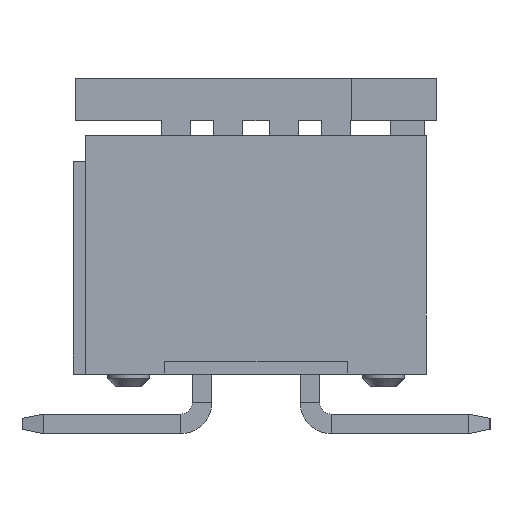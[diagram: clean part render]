
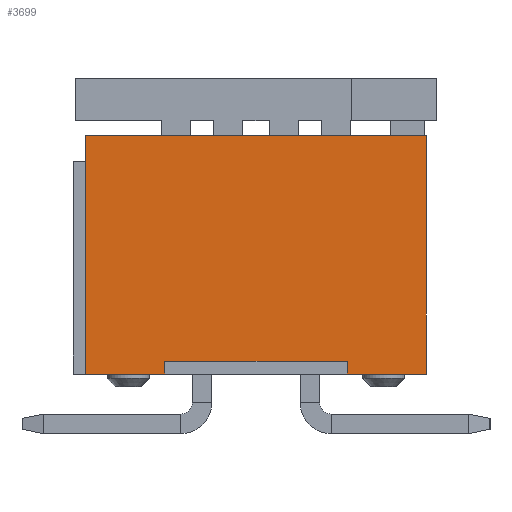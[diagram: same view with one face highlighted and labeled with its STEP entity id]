
A CAD part, left-side view. The second image highlights one B-rep face of the part: STEP entity #3699.
In plain terms, the highlighted planar face has unit normal (-1, 0, 0).
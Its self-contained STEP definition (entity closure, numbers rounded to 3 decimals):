
#2340=CARTESIAN_POINT('',(-12.255,-4.,-2.8));
#2341=VERTEX_POINT('',#2340);
#2348=CARTESIAN_POINT('',(-12.255,-2.15,-2.8));
#2349=VERTEX_POINT('',#2348);
#2350=CARTESIAN_POINT('',(-12.255,-4.,-2.8));
#2351=DIRECTION('',(0.,1.,0.));
#2352=VECTOR('',#2351,1.85);
#2353=LINE('',#2350,#2352);
#2354=EDGE_CURVE('',#2341,#2349,#2353,.T.);
#2372=CARTESIAN_POINT('',(-12.255,2.15,-2.8));
#2373=VERTEX_POINT('',#2372);
#2380=CARTESIAN_POINT('',(-12.255,4.,-2.8));
#2381=VERTEX_POINT('',#2380);
#2382=CARTESIAN_POINT('',(-12.255,2.15,-2.8));
#2383=DIRECTION('',(0.,1.,0.));
#2384=VECTOR('',#2383,1.85);
#2385=LINE('',#2382,#2384);
#2386=EDGE_CURVE('',#2373,#2381,#2385,.T.);
#3390=CARTESIAN_POINT('',(-12.255,4.,2.8));
#3391=VERTEX_POINT('',#3390);
#3392=CARTESIAN_POINT('',(-12.255,4.,-2.8));
#3393=DIRECTION('',(0.,0.,1.));
#3394=VECTOR('',#3393,5.6);
#3395=LINE('',#3392,#3394);
#3396=EDGE_CURVE('',#2381,#3391,#3395,.T.);
#3424=CARTESIAN_POINT('',(-12.255,-4.,2.8));
#3425=VERTEX_POINT('',#3424);
#3426=CARTESIAN_POINT('',(-12.255,4.,2.8));
#3427=DIRECTION('',(0.,-1.,0.));
#3428=VECTOR('',#3427,8.);
#3429=LINE('',#3426,#3428);
#3430=EDGE_CURVE('',#3391,#3425,#3429,.T.);
#3526=CARTESIAN_POINT('',(-12.255,-4.,2.8));
#3527=DIRECTION('',(0.,0.,-1.));
#3528=VECTOR('',#3527,5.6);
#3529=LINE('',#3526,#3528);
#3530=EDGE_CURVE('',#3425,#2341,#3529,.T.);
#3665=CARTESIAN_POINT('',(-12.255,0.,0.));
#3666=DIRECTION('',(0.,-1.,0.));
#3667=DIRECTION('',(-1.,0.,0.));
#3668=AXIS2_PLACEMENT_3D('',#3665,#3667,#3666);
#3669=PLANE('',#3668);
#3670=ORIENTED_EDGE('',*,*,#2386,.F.);
#3671=CARTESIAN_POINT('',(-12.255,2.15,-2.5));
#3672=VERTEX_POINT('',#3671);
#3673=CARTESIAN_POINT('',(-12.255,2.15,-2.8));
#3674=DIRECTION('',(0.,0.,1.));
#3675=VECTOR('',#3674,0.3);
#3676=LINE('',#3673,#3675);
#3677=EDGE_CURVE('',#2373,#3672,#3676,.T.);
#3678=ORIENTED_EDGE('',*,*,#3677,.T.);
#3679=CARTESIAN_POINT('',(-12.255,-2.15,-2.5));
#3680=VERTEX_POINT('',#3679);
#3681=CARTESIAN_POINT('',(-12.255,2.15,-2.5));
#3682=DIRECTION('',(0.,-1.,0.));
#3683=VECTOR('',#3682,4.3);
#3684=LINE('',#3681,#3683);
#3685=EDGE_CURVE('',#3672,#3680,#3684,.T.);
#3686=ORIENTED_EDGE('',*,*,#3685,.T.);
#3687=CARTESIAN_POINT('',(-12.255,-2.15,-2.5));
#3688=DIRECTION('',(0.,0.,-1.));
#3689=VECTOR('',#3688,0.3);
#3690=LINE('',#3687,#3689);
#3691=EDGE_CURVE('',#3680,#2349,#3690,.T.);
#3692=ORIENTED_EDGE('',*,*,#3691,.T.);
#3693=ORIENTED_EDGE('',*,*,#2354,.F.);
#3694=ORIENTED_EDGE('',*,*,#3530,.F.);
#3695=ORIENTED_EDGE('',*,*,#3430,.F.);
#3696=ORIENTED_EDGE('',*,*,#3396,.F.);
#3697=EDGE_LOOP('',(#3670,#3678,#3686,#3692,#3693,#3694,#3695,#3696));
#3698=FACE_OUTER_BOUND('',#3697,.T.);
#3699=ADVANCED_FACE('',(#3698),#3669,.T.);
